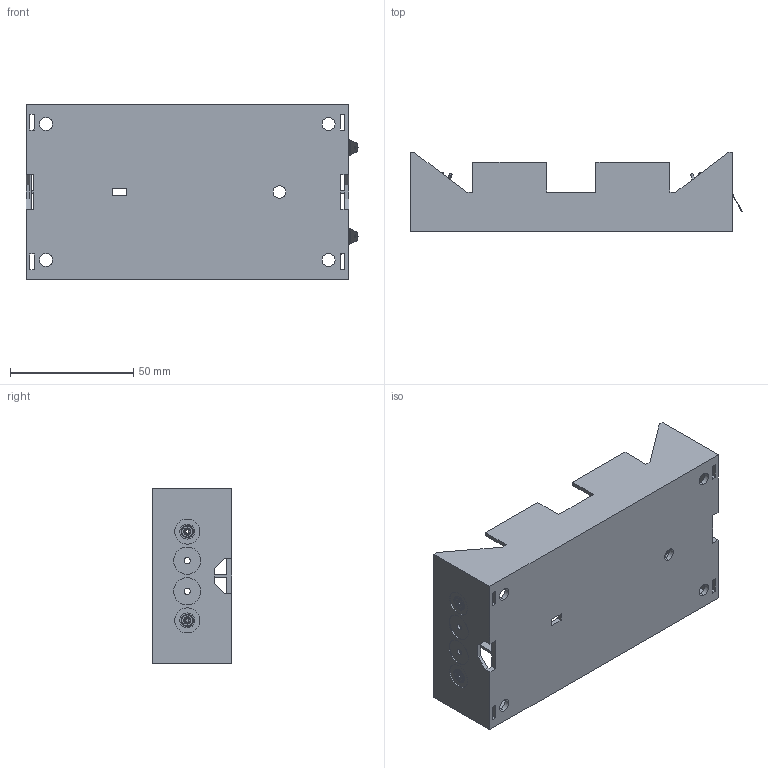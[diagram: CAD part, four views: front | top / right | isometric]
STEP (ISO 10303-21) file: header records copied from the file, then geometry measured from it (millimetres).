
FILE_DESCRIPTION (( 'STEP AP214' ), '1' );
FILE_NAME ('BH24DL.STEP', '2019-12-03T13:49:41', ( '' ), ( '' ), 'SwSTEP 2.0', 'SolidWorks 2017', '' );
FILE_SCHEMA (( 'AUTOMOTIVE_DESIGN' ));
Length unit declared in the file: millimetre
Products named in the file (1): BH24DL
Bounding box: 134.62 x 32.15 x 71.1 mm (x, y, z)
Volume: 35514.7 mm3; surface area: 45371.4 mm2
Topology: 6 solids, 6 shells, 268 faces, 709 edges, 462 vertices
Faces by surface type: plane 130, cylinder 104, torus 26, bspline 8
Entity records: 16756 total; most frequent: CARTESIAN_POINT 9776, DIRECTION 1463, ORIENTED_EDGE 1418, EDGE_CURVE 709, AXIS2_PLACEMENT_3D 533, VERTEX_POINT 462, LINE 397, VECTOR 397
